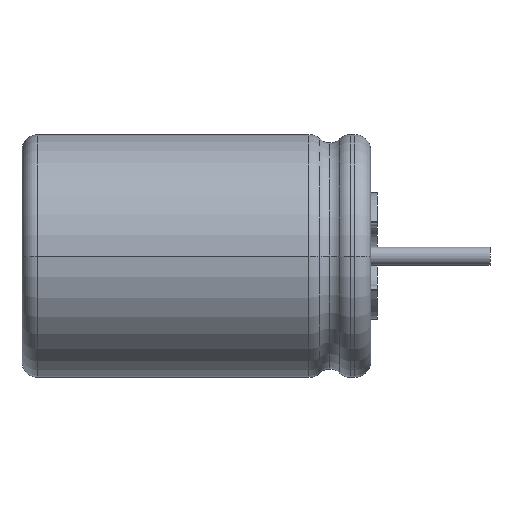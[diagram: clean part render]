
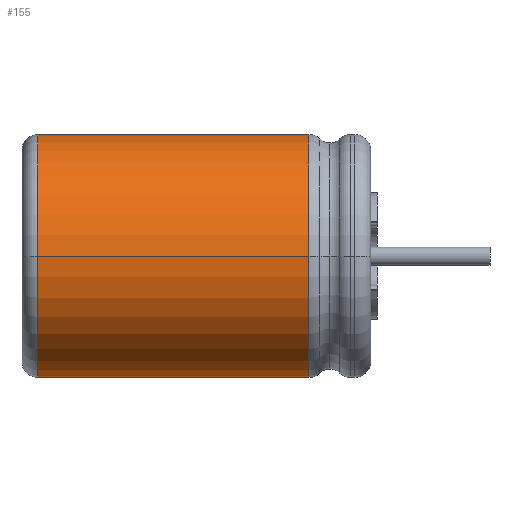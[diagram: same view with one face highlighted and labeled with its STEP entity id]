
A CAD part, left-side view. The second image highlights one B-rep face of the part: STEP entity #155.
In plain terms, the highlighted cylindrical face has radius 4.025 mm (diameter 8.051 mm), a partial arc.
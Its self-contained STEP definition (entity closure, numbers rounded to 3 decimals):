
#135 = ORIENTED_EDGE ( 'NONE', *, *, #147, .F. ) ;
#136 = ORIENTED_EDGE ( 'NONE', *, *, #137, .F. ) ;
#137 = EDGE_CURVE ( 'NONE', #211, #148, #1275, .T. ) ;
#147 = EDGE_CURVE ( 'NONE', #148, #149, #1342, .T. ) ;
#148 = VERTEX_POINT ( 'NONE', #1333 ) ;
#149 = VERTEX_POINT ( 'NONE', #1332 ) ;
#155 = ADVANCED_FACE ( 'NONE', ( #1320 ), #1366, .T. ) ;
#156 = EDGE_LOOP ( 'NONE', ( #157, #213, #135, #136 ) ) ;
#157 = ORIENTED_EDGE ( 'NONE', *, *, #210, .T. ) ;
#210 = EDGE_CURVE ( 'NONE', #211, #212, #1501, .T. ) ;
#211 = VERTEX_POINT ( 'NONE', #1496 ) ;
#212 = VERTEX_POINT ( 'NONE', #1495 ) ;
#213 = ORIENTED_EDGE ( 'NONE', *, *, #214, .F. ) ;
#214 = EDGE_CURVE ( 'NONE', #149, #212, #1494, .T. ) ;
#1271 = DIRECTION ( 'NONE',  ( 0., -1., 0. ) ) ;
#1272 = VECTOR ( 'NONE', #1271, 1000. ) ;
#1273 = CARTESIAN_POINT ( 'NONE',  ( 0., 12.922, 4.025 ) ) ;
#1275 = LINE ( 'NONE', #1273, #1272 ) ;
#1320 = FACE_OUTER_BOUND ( 'NONE', #156, .T. ) ;
#1332 = CARTESIAN_POINT ( 'NONE',  ( 0., 2.52, -4.025 ) ) ;
#1333 = CARTESIAN_POINT ( 'NONE',  ( 0., 2.52, 4.025 ) ) ;
#1334 = DIRECTION ( 'NONE',  ( 1., 0., 0. ) ) ;
#1335 = DIRECTION ( 'NONE',  ( 0., -1., 0. ) ) ;
#1336 = CARTESIAN_POINT ( 'NONE',  ( 0., 2.52, 0. ) ) ;
#1337 = AXIS2_PLACEMENT_3D ( 'NONE', #1336, #1335, #1334 ) ;
#1342 = CIRCLE ( 'NONE', #1337, 4.025 ) ;
#1361 = DIRECTION ( 'NONE',  ( 1., 0., 0. ) ) ;
#1362 = DIRECTION ( 'NONE',  ( 0., 1., 0. ) ) ;
#1363 = CARTESIAN_POINT ( 'NONE',  ( 0., 12.922, 0. ) ) ;
#1364 = AXIS2_PLACEMENT_3D ( 'NONE', #1363, #1362, #1361 ) ;
#1366 = CYLINDRICAL_SURFACE ( 'NONE', #1364, 4.025 ) ;
#1491 = DIRECTION ( 'NONE',  ( 0., 1., 0. ) ) ;
#1492 = VECTOR ( 'NONE', #1491, 1000. ) ;
#1493 = CARTESIAN_POINT ( 'NONE',  ( 0., 12.922, -4.025 ) ) ;
#1494 = LINE ( 'NONE', #1493, #1492 ) ;
#1495 = CARTESIAN_POINT ( 'NONE',  ( 0., 11.5, -4.025 ) ) ;
#1496 = CARTESIAN_POINT ( 'NONE',  ( 0., 11.5, 4.025 ) ) ;
#1497 = DIRECTION ( 'NONE',  ( 1., 0., 0. ) ) ;
#1498 = DIRECTION ( 'NONE',  ( 0., -1., 0. ) ) ;
#1499 = CARTESIAN_POINT ( 'NONE',  ( 0., 11.5, 0. ) ) ;
#1500 = AXIS2_PLACEMENT_3D ( 'NONE', #1499, #1498, #1497 ) ;
#1501 = CIRCLE ( 'NONE', #1500, 4.025 ) ;
